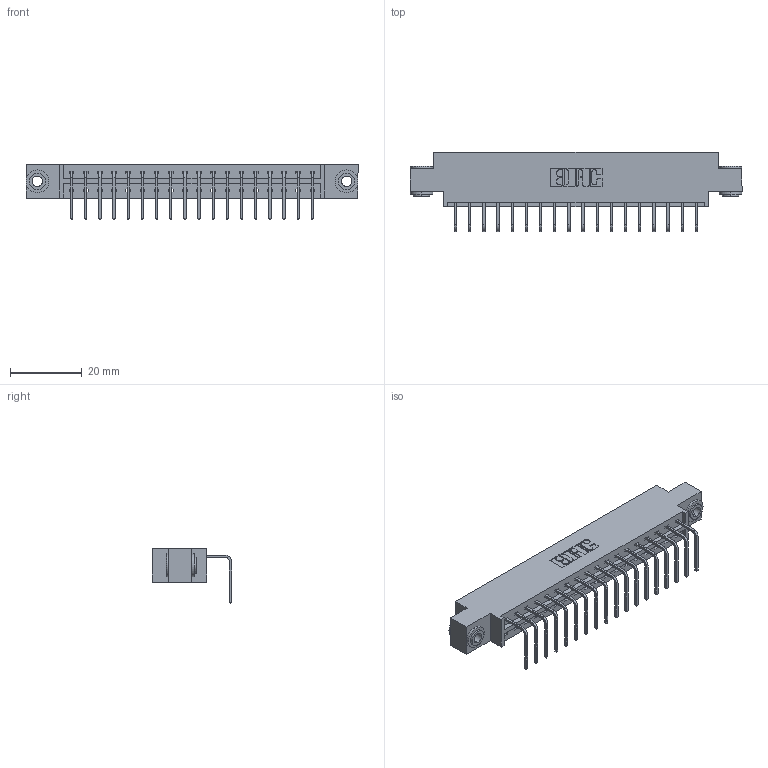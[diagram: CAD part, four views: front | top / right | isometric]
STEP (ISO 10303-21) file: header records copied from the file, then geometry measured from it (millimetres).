
FILE_DESCRIPTION (( 'STEP AP203' ), '1' );
FILE_NAME ('833-018-558-603.STEP', '2020-05-31T23:16:50', ( '' ), ( '' ), 'SwSTEP 2.0', 'SolidWorks 2020', '' );
FILE_SCHEMA (( 'CONFIG_CONTROL_DESIGN' ));
Length unit declared in the file: inch
Products named in the file (4): 833-018-558-603; 345-292-001_558 Tail - 2; 833 Part_Offset - .156 Dia - TH; 345-250-002_345-250-002-102
Assembly tree (21 placements, depth 2):
  833-018-558-603
    833 Part_Offset - .156 Dia - TH
    345-292-001_558 Tail - 2  x18
    345-250-002_345-250-002-102  x2
Bounding box: 92.86 x 22.17 x 15.37 mm (x, y, z)
Volume: 8989.7 mm3; surface area: 10363 mm2
Topology: 21 solids, 21 shells, 1236 faces, 3675 edges, 2422 vertices
Faces by surface type: plane 876, cylinder 352, cone 8
Entity records: 14974 total; most frequent: CARTESIAN_POINT 2567, ORIENTED_EDGE 2514, DIRECTION 2247, EDGE_CURVE 1257, VECTOR 1105, LINE 1105, VERTEX_POINT 834, AXIS2_PLACEMENT_3D 571
